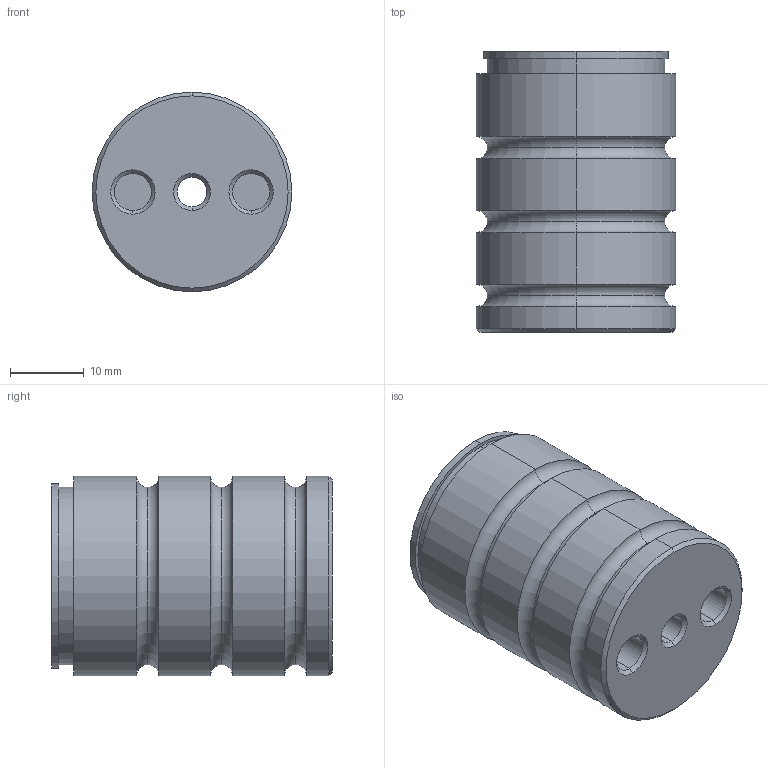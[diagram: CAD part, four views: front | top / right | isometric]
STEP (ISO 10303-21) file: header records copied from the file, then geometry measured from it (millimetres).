
FILE_DESCRIPTION (( 'STEP AP214' ), '1' );
FILE_NAME ('Corps_AL_V2.STEP', '2024-08-23T14:19:24', ( '' ), ( '' ), 'SwSTEP 2.0', 'SolidWorks 2024', '' );
FILE_SCHEMA (( 'AUTOMOTIVE_DESIGN' ));
Length unit declared in the file: millimetre
Products named in the file (1): Corps_AL_V2
Bounding box: 27 x 38 x 27 mm (x, y, z)
Volume: 10124.4 mm3; surface area: 6947.6 mm2
Topology: 1 solids, 1 shells, 51 faces, 102 edges, 58 vertices
Faces by surface type: cylinder 20, torus 12, cone 12, plane 7
Entity records: 1353 total; most frequent: DIRECTION 276, CARTESIAN_POINT 212, ORIENTED_EDGE 204, AXIS2_PLACEMENT_3D 122, EDGE_CURVE 102, CIRCLE 70, VERTEX_POINT 58, EDGE_LOOP 58
